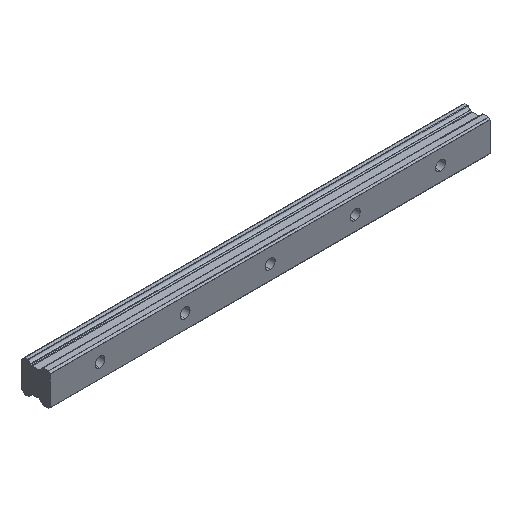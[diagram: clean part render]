
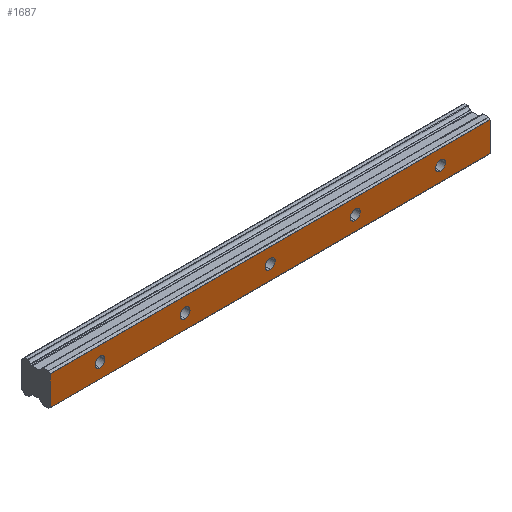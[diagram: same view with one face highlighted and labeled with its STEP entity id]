
A CAD part, isometric view. The second image highlights one B-rep face of the part: STEP entity #1687.
In plain terms, the highlighted planar face has unit normal (0, -1, 0).
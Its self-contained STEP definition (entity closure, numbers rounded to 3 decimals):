
#5 = DIRECTION ( 'NONE',  ( 0., -1., 0. ) ) ;
#38 = EDGE_CURVE ( 'NONE', #2159, #390, #1501, .T. ) ;
#53 = DIRECTION ( 'NONE',  ( 0., 0., 1. ) ) ;
#94 = CARTESIAN_POINT ( 'NONE',  ( 120., 0., 3.5 ) ) ;
#120 = EDGE_CURVE ( 'NONE', #2002, #1886, #868, .T. ) ;
#122 = CARTESIAN_POINT ( 'NONE',  ( 240., 0., -3.5 ) ) ;
#128 = CARTESIAN_POINT ( 'NONE',  ( 60., 0., 3.5 ) ) ;
#152 = DIRECTION ( 'NONE',  ( 0., -1., 0. ) ) ;
#162 = VECTOR ( 'NONE', #1263, 1000. ) ;
#188 = DIRECTION ( 'NONE',  ( 0., -1., 0. ) ) ;
#202 = AXIS2_PLACEMENT_3D ( 'NONE', #1139, #1294, #1809 ) ;
#209 = AXIS2_PLACEMENT_3D ( 'NONE', #1197, #188, #383 ) ;
#215 = CARTESIAN_POINT ( 'NONE',  ( 180., 0., 0. ) ) ;
#219 = PLANE ( 'NONE',  #503 ) ;
#291 = DIRECTION ( 'NONE',  ( 0., 0., 1. ) ) ;
#297 = VERTEX_POINT ( 'NONE', #122 ) ;
#298 = AXIS2_PLACEMENT_3D ( 'NONE', #1536, #5, #2078 ) ;
#300 = ORIENTED_EDGE ( 'NONE', *, *, #1916, .F. ) ;
#325 = EDGE_LOOP ( 'NONE', ( #729, #1779 ) ) ;
#330 = DIRECTION ( 'NONE',  ( 0., -1., 0. ) ) ;
#365 = DIRECTION ( 'NONE',  ( 0., -1., 0. ) ) ;
#366 = CIRCLE ( 'NONE', #1867, 3.5 ) ;
#383 = DIRECTION ( 'NONE',  ( 0., 0., 1. ) ) ;
#390 = VERTEX_POINT ( 'NONE', #2204 ) ;
#391 = FACE_BOUND ( 'NONE', #400, .T. ) ;
#400 = EDGE_LOOP ( 'NONE', ( #2105, #1471 ) ) ;
#404 = FACE_BOUND ( 'NONE', #325, .T. ) ;
#413 = AXIS2_PLACEMENT_3D ( 'NONE', #1674, #620, #1832 ) ;
#414 = DIRECTION ( 'NONE',  ( 0., 0., 1. ) ) ;
#446 = DIRECTION ( 'NONE',  ( 0., -1., 0. ) ) ;
#451 = EDGE_CURVE ( 'NONE', #2042, #297, #613, .T. ) ;
#471 = ORIENTED_EDGE ( 'NONE', *, *, #652, .F. ) ;
#496 = VECTOR ( 'NONE', #2136, 1000. ) ;
#503 = AXIS2_PLACEMENT_3D ( 'NONE', #1226, #2247, #53 ) ;
#524 = CARTESIAN_POINT ( 'NONE',  ( 120., 0., 0. ) ) ;
#563 = CARTESIAN_POINT ( 'NONE',  ( 275., 0., 10.286 ) ) ;
#566 = ORIENTED_EDGE ( 'NONE', *, *, #756, .F. ) ;
#570 = CARTESIAN_POINT ( 'NONE',  ( -35., 0., 10.286 ) ) ;
#613 = CIRCLE ( 'NONE', #209, 3.5 ) ;
#620 = DIRECTION ( 'NONE',  ( 0., -1., 0. ) ) ;
#625 = CARTESIAN_POINT ( 'NONE',  ( 0., 0., 0. ) ) ;
#630 = ORIENTED_EDGE ( 'NONE', *, *, #892, .F. ) ;
#640 = CIRCLE ( 'NONE', #202, 3.5 ) ;
#652 = EDGE_CURVE ( 'NONE', #390, #2159, #1055, .T. ) ;
#662 = VECTOR ( 'NONE', #1510, 1000. ) ;
#667 = CARTESIAN_POINT ( 'NONE',  ( 275., 0., -10.286 ) ) ;
#668 = DIRECTION ( 'NONE',  ( 0., 0., 1. ) ) ;
#729 = ORIENTED_EDGE ( 'NONE', *, *, #451, .F. ) ;
#734 = VERTEX_POINT ( 'NONE', #759 ) ;
#735 = CIRCLE ( 'NONE', #1319, 3.5 ) ;
#741 = DIRECTION ( 'NONE',  ( 0., -1., 0. ) ) ;
#752 = EDGE_CURVE ( 'NONE', #1670, #916, #640, .T. ) ;
#756 = EDGE_CURVE ( 'NONE', #938, #734, #942, .T. ) ;
#759 = CARTESIAN_POINT ( 'NONE',  ( 275., 0., 10.286 ) ) ;
#786 = CARTESIAN_POINT ( 'NONE',  ( 0., 0., 0. ) ) ;
#808 = AXIS2_PLACEMENT_3D ( 'NONE', #625, #446, #291 ) ;
#816 = CARTESIAN_POINT ( 'NONE',  ( 180., 0., 3.5 ) ) ;
#858 = DIRECTION ( 'NONE',  ( 0., 0., 1. ) ) ;
#867 = CARTESIAN_POINT ( 'NONE',  ( 60., 0., -3.5 ) ) ;
#868 = CIRCLE ( 'NONE', #298, 3.5 ) ;
#892 = EDGE_CURVE ( 'NONE', #1042, #1140, #2016, .T. ) ;
#903 = FACE_BOUND ( 'NONE', #1292, .T. ) ;
#912 = EDGE_LOOP ( 'NONE', ( #630, #1445, #566, #1309 ) ) ;
#916 = VERTEX_POINT ( 'NONE', #816 ) ;
#919 = AXIS2_PLACEMENT_3D ( 'NONE', #215, #741, #1434 ) ;
#932 = ORIENTED_EDGE ( 'NONE', *, *, #38, .F. ) ;
#938 = VERTEX_POINT ( 'NONE', #2183 ) ;
#942 = LINE ( 'NONE', #563, #496 ) ;
#952 = EDGE_CURVE ( 'NONE', #734, #1042, #1315, .T. ) ;
#969 = DIRECTION ( 'NONE',  ( -1., 0., 0. ) ) ;
#1028 = CARTESIAN_POINT ( 'NONE',  ( -35., 0., -10.286 ) ) ;
#1042 = VERTEX_POINT ( 'NONE', #667 ) ;
#1055 = CIRCLE ( 'NONE', #1350, 3.5 ) ;
#1102 = FACE_BOUND ( 'NONE', #1609, .T. ) ;
#1127 = ORIENTED_EDGE ( 'NONE', *, *, #1216, .F. ) ;
#1139 = CARTESIAN_POINT ( 'NONE',  ( 180., 0., 0. ) ) ;
#1140 = VERTEX_POINT ( 'NONE', #1028 ) ;
#1164 = EDGE_LOOP ( 'NONE', ( #300, #1316 ) ) ;
#1188 = VECTOR ( 'NONE', #969, 1000. ) ;
#1195 = DIRECTION ( 'NONE',  ( 0., 0., 1. ) ) ;
#1197 = CARTESIAN_POINT ( 'NONE',  ( 240., 0., 0. ) ) ;
#1213 = CARTESIAN_POINT ( 'NONE',  ( 240., 0., 3.5 ) ) ;
#1216 = EDGE_CURVE ( 'NONE', #916, #1670, #1899, .T. ) ;
#1217 = EDGE_CURVE ( 'NONE', #1140, #938, #2121, .T. ) ;
#1226 = CARTESIAN_POINT ( 'NONE',  ( 275., 0., 10.286 ) ) ;
#1240 = AXIS2_PLACEMENT_3D ( 'NONE', #524, #365, #858 ) ;
#1263 = DIRECTION ( 'NONE',  ( 0., 0., 1. ) ) ;
#1276 = DIRECTION ( 'NONE',  ( 0., -1., 0. ) ) ;
#1292 = EDGE_LOOP ( 'NONE', ( #1127, #2109 ) ) ;
#1294 = DIRECTION ( 'NONE',  ( 0., -1., 0. ) ) ;
#1309 = ORIENTED_EDGE ( 'NONE', *, *, #1217, .F. ) ;
#1315 = LINE ( 'NONE', #1497, #662 ) ;
#1316 = ORIENTED_EDGE ( 'NONE', *, *, #1870, .F. ) ;
#1319 = AXIS2_PLACEMENT_3D ( 'NONE', #2217, #152, #1195 ) ;
#1340 = CARTESIAN_POINT ( 'NONE',  ( 275., 0., -10.286 ) ) ;
#1350 = AXIS2_PLACEMENT_3D ( 'NONE', #786, #1276, #414 ) ;
#1424 = CARTESIAN_POINT ( 'NONE',  ( 180., 0., -3.5 ) ) ;
#1434 = DIRECTION ( 'NONE',  ( 0., 0., 1. ) ) ;
#1445 = ORIENTED_EDGE ( 'NONE', *, *, #952, .F. ) ;
#1471 = ORIENTED_EDGE ( 'NONE', *, *, #2157, .F. ) ;
#1474 = VERTEX_POINT ( 'NONE', #1863 ) ;
#1497 = CARTESIAN_POINT ( 'NONE',  ( 275., 0., 10.286 ) ) ;
#1501 = CIRCLE ( 'NONE', #808, 3.5 ) ;
#1510 = DIRECTION ( 'NONE',  ( 0., 0., -1. ) ) ;
#1531 = CARTESIAN_POINT ( 'NONE',  ( 0., 0., 3.5 ) ) ;
#1536 = CARTESIAN_POINT ( 'NONE',  ( 60., 0., 0. ) ) ;
#1609 = EDGE_LOOP ( 'NONE', ( #932, #471 ) ) ;
#1610 = FACE_OUTER_BOUND ( 'NONE', #912, .T. ) ;
#1670 = VERTEX_POINT ( 'NONE', #1424 ) ;
#1674 = CARTESIAN_POINT ( 'NONE',  ( 120., 0., 0. ) ) ;
#1687 = ADVANCED_FACE ( 'NONE', ( #1610, #1102, #404, #903, #1948, #391 ), #219, .F. ) ;
#1756 = CIRCLE ( 'NONE', #1240, 3.5 ) ;
#1779 = ORIENTED_EDGE ( 'NONE', *, *, #2120, .F. ) ;
#1809 = DIRECTION ( 'NONE',  ( 0., 0., 1. ) ) ;
#1832 = DIRECTION ( 'NONE',  ( 0., 0., 1. ) ) ;
#1863 = CARTESIAN_POINT ( 'NONE',  ( 120., 0., -3.5 ) ) ;
#1867 = AXIS2_PLACEMENT_3D ( 'NONE', #2229, #330, #668 ) ;
#1870 = EDGE_CURVE ( 'NONE', #1474, #1958, #1756, .T. ) ;
#1886 = VERTEX_POINT ( 'NONE', #867 ) ;
#1899 = CIRCLE ( 'NONE', #919, 3.5 ) ;
#1916 = EDGE_CURVE ( 'NONE', #1958, #1474, #2039, .T. ) ;
#1948 = FACE_BOUND ( 'NONE', #1164, .T. ) ;
#1958 = VERTEX_POINT ( 'NONE', #94 ) ;
#2002 = VERTEX_POINT ( 'NONE', #128 ) ;
#2016 = LINE ( 'NONE', #1340, #1188 ) ;
#2039 = CIRCLE ( 'NONE', #413, 3.5 ) ;
#2042 = VERTEX_POINT ( 'NONE', #1213 ) ;
#2078 = DIRECTION ( 'NONE',  ( 0., 0., 1. ) ) ;
#2105 = ORIENTED_EDGE ( 'NONE', *, *, #120, .F. ) ;
#2109 = ORIENTED_EDGE ( 'NONE', *, *, #752, .F. ) ;
#2120 = EDGE_CURVE ( 'NONE', #297, #2042, #735, .T. ) ;
#2121 = LINE ( 'NONE', #570, #162 ) ;
#2136 = DIRECTION ( 'NONE',  ( 1., 0., 0. ) ) ;
#2157 = EDGE_CURVE ( 'NONE', #1886, #2002, #366, .T. ) ;
#2159 = VERTEX_POINT ( 'NONE', #1531 ) ;
#2183 = CARTESIAN_POINT ( 'NONE',  ( -35., 0., 10.286 ) ) ;
#2204 = CARTESIAN_POINT ( 'NONE',  ( 0., 0., -3.5 ) ) ;
#2217 = CARTESIAN_POINT ( 'NONE',  ( 240., 0., 0. ) ) ;
#2229 = CARTESIAN_POINT ( 'NONE',  ( 60., 0., 0. ) ) ;
#2247 = DIRECTION ( 'NONE',  ( 0., 1., 0. ) ) ;
